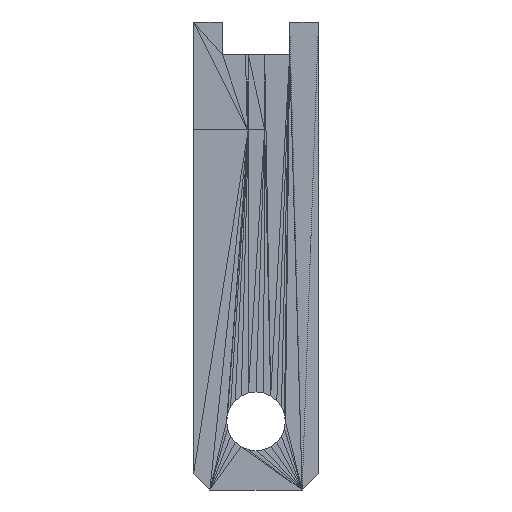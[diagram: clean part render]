
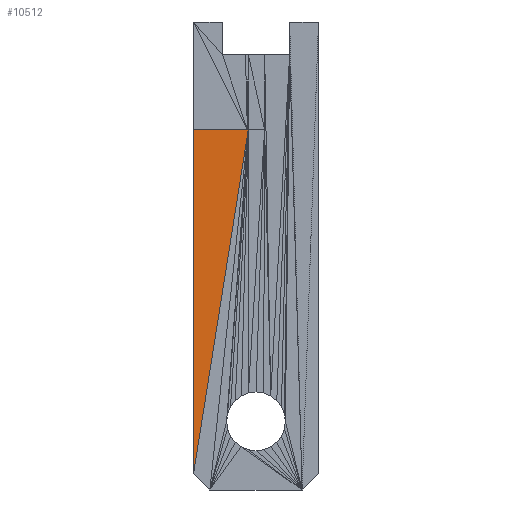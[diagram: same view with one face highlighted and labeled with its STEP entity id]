
A CAD part, left-side view. The second image highlights one B-rep face of the part: STEP entity #10512.
In plain terms, the highlighted planar face has unit normal (1, 0, 0).
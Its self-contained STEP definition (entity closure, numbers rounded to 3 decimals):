
#10512 = ADVANCED_FACE('',(#10513),#10539,.F.);
#10513 = FACE_BOUND('',#10514,.F.);
#10514 = EDGE_LOOP('',(#10515,#10525,#10533));
#10515 = ORIENTED_EDGE('',*,*,#10516,.T.);
#10516 = EDGE_CURVE('',#10517,#10519,#10521,.T.);
#10517 = VERTEX_POINT('',#10518);
#10518 = CARTESIAN_POINT('',(-0.75,3.57,-5.55));
#10519 = VERTEX_POINT('',#10520);
#10520 = CARTESIAN_POINT('',(-0.75,3.57,-23.45));
#10521 = LINE('',#10522,#10523);
#10522 = CARTESIAN_POINT('',(-0.75,3.57,-5.55));
#10523 = VECTOR('',#10524,1.);
#10524 = DIRECTION('',(0.,0.,-1.));
#10525 = ORIENTED_EDGE('',*,*,#10526,.T.);
#10526 = EDGE_CURVE('',#10519,#10527,#10529,.T.);
#10527 = VERTEX_POINT('',#10528);
#10528 = CARTESIAN_POINT('',(-0.75,0.72,
    -5.55));
#10529 = LINE('',#10530,#10531);
#10530 = CARTESIAN_POINT('',(-0.75,3.57,-23.45));
#10531 = VECTOR('',#10532,1.);
#10532 = DIRECTION('',(0.,-0.157,0.988));
#10533 = ORIENTED_EDGE('',*,*,#10534,.T.);
#10534 = EDGE_CURVE('',#10527,#10517,#10535,.T.);
#10535 = LINE('',#10536,#10537);
#10536 = CARTESIAN_POINT('',(-0.75,0.72,
    -5.55));
#10537 = VECTOR('',#10538,1.);
#10538 = DIRECTION('',(0.,1.,0.));
#10539 = PLANE('',#10540);
#10540 = AXIS2_PLACEMENT_3D('',#10541,#10542,#10543);
#10541 = CARTESIAN_POINT('',(-0.75,2.801,
    -13.844));
#10542 = DIRECTION('',(-1.,0.,0.));
#10543 = DIRECTION('',(0.,1.,0.));
